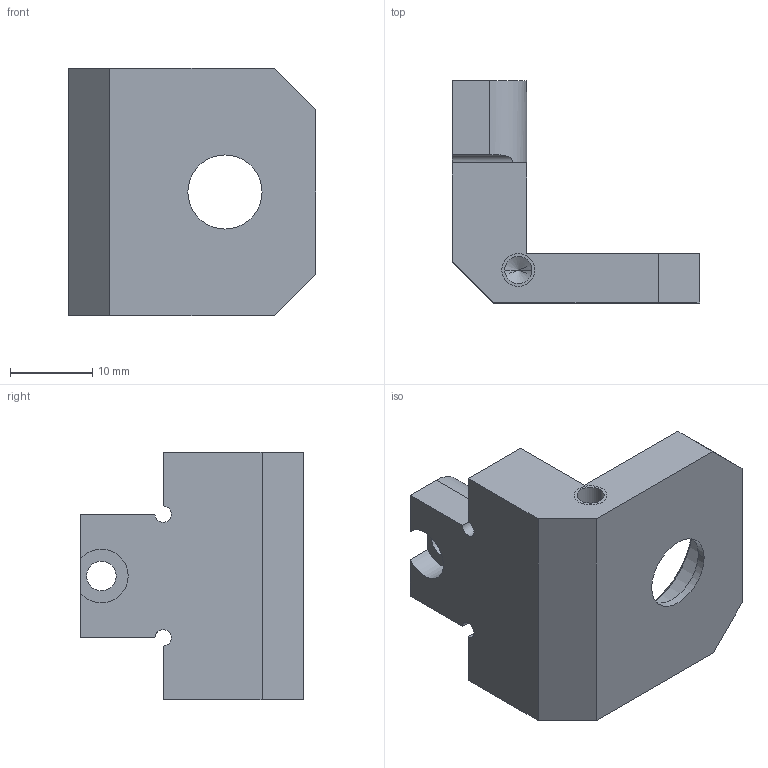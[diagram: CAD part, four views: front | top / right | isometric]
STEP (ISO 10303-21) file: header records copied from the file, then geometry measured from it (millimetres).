
FILE_DESCRIPTION((''),'2;1');
FILE_NAME('SUPPORT_ROULEMENT','2021-12-15T21:28:26',('laure'),(''),'CREO PARAMETRIC BY PTC INC, 2020281','CREO PARAMETRIC BY PTC INC, 2020281','');
FILE_SCHEMA(('AP242_MANAGED_MODEL_BASED_3D_ENGINEERING_MIM_LF { 1 0 10303 442 1 1 4 }'));
Length unit declared in the file: millimetre
Products named in the file (1): SUPPORT_ROULEMENT
Bounding box: 30 x 27 x 30 mm (x, y, z)
Volume: 7631.5 mm3; surface area: 4474.3 mm2
Topology: 1 solids, 5 shells, 60 faces, 157 edges, 100 vertices
Faces by surface type: cylinder 27, plane 23, cone 10
Entity records: 3083 total; most frequent: DIRECTION 364, CARTESIAN_POINT 358, ORIENTED_EDGE 282, PRESENTATION_STYLE_ASSIGNMENT 166, STYLED_ITEM 166, CURVE_STYLE 159, EDGE_CURVE 149, AXIS2_PLACEMENT_3D 136
